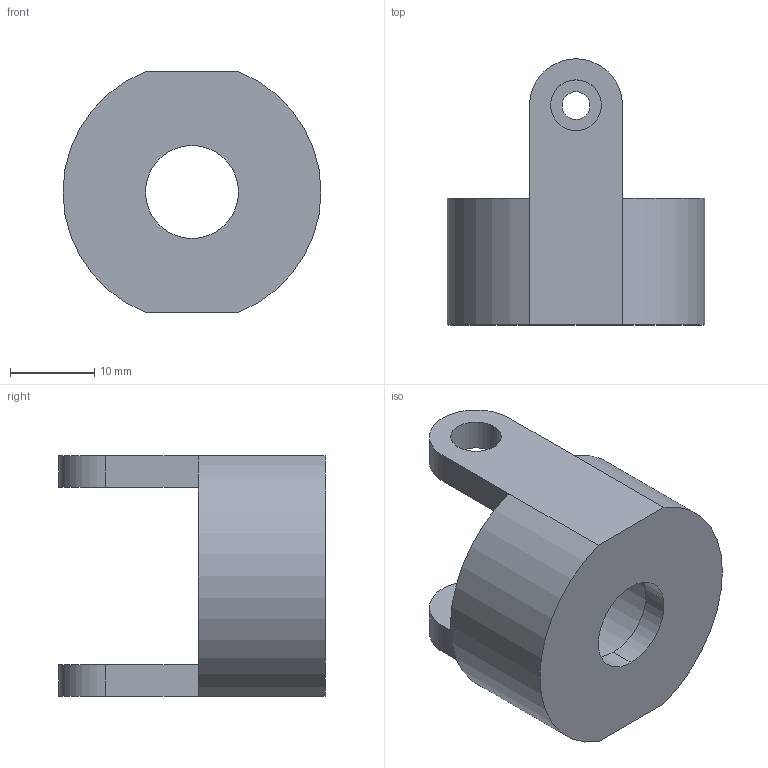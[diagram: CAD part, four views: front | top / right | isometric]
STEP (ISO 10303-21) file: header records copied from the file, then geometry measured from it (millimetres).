
FILE_DESCRIPTION (( 'STEP AP214' ), '1' );
FILE_NAME ('ALTI2-USI-015-A-CHAPPE-PIVOT-RF.STEP', '2021-12-22T15:45:41', ( '' ), ( '' ), 'SwSTEP 2.0', 'SolidWorks 2021', '' );
FILE_SCHEMA (( 'AUTOMOTIVE_DESIGN' ));
Length unit declared in the file: millimetre
Products named in the file (1): ALTI2-USI-015-A-CHAPPE-PIVOT-RF
Bounding box: 30.55 x 31.5 x 28.5 mm (x, y, z)
Volume: 9195.6 mm3; surface area: 4306.6 mm2
Topology: 1 solids, 1 shells, 24 faces, 59 edges, 38 vertices
Faces by surface type: cylinder 13, plane 11
Entity records: 763 total; most frequent: DIRECTION 135, CARTESIAN_POINT 122, ORIENTED_EDGE 118, EDGE_CURVE 59, AXIS2_PLACEMENT_3D 51, VERTEX_POINT 38, VECTOR 33, LINE 33
